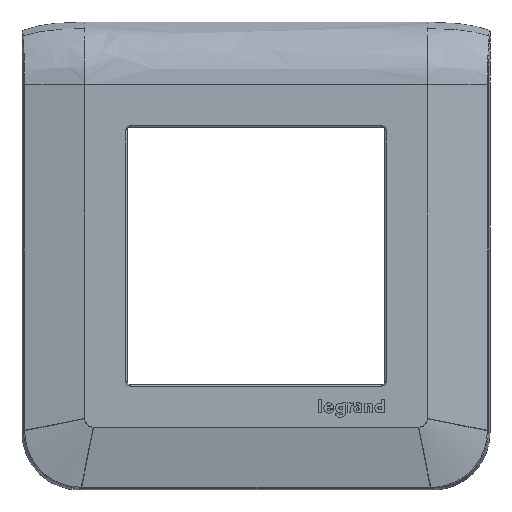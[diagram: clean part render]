
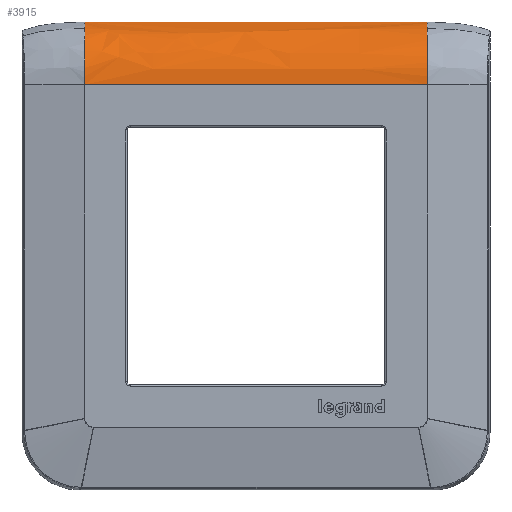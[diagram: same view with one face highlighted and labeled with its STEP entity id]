
A CAD part, top view. The second image highlights one B-rep face of the part: STEP entity #3915.
In plain terms, the highlighted face is a extrusion surface.
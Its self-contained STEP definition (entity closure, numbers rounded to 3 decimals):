
#2296=CARTESIAN_POINT('Line Origine',(0.,30.,8.5)) ;
#2300=CARTESIAN_POINT('Vertex',(-29.983,30.,8.5)) ;
#2302=CARTESIAN_POINT('Vertex',(29.983,30.,8.5)) ;
#3839=CARTESIAN_POINT('Control Point',(0.,30.,8.5)) ;
#3840=CARTESIAN_POINT('Control Point',(0.,32.78,8.5)) ;
#3841=CARTESIAN_POINT('Control Point',(0.,35.561,8.5)) ;
#3842=CARTESIAN_POINT('Control Point',(0.,38.467,5.519)) ;
#3843=CARTESIAN_POINT('Control Point',(0.,40.28,2.686)) ;
#3844=CARTESIAN_POINT('Control Point',(0.,41.,0.)) ;
#3849=CARTESIAN_POINT('Control Point',(30.,39.833,2.755)) ;
#3850=CARTESIAN_POINT('Control Point',(30.,40.346,1.867)) ;
#3851=CARTESIAN_POINT('Control Point',(30.,40.749,0.935)) ;
#3852=CARTESIAN_POINT('Control Point',(30.,41.,0.)) ;
#3853=CARTESIAN_POINT('Vertex',(30.,39.833,2.755)) ;
#3855=CARTESIAN_POINT('Vertex',(30.,41.,0.)) ;
#3858=CARTESIAN_POINT('Line Origine',(0.,41.,0.)) ;
#3862=CARTESIAN_POINT('Vertex',(-30.,41.,0.)) ;
#3866=CARTESIAN_POINT('Control Point',(-30.,39.833,2.755)) ;
#3867=CARTESIAN_POINT('Control Point',(-30.,40.346,1.867)) ;
#3868=CARTESIAN_POINT('Control Point',(-30.,40.749,0.935)) ;
#3869=CARTESIAN_POINT('Control Point',(-30.,41.,0.)) ;
#3870=CARTESIAN_POINT('Vertex',(-30.,39.833,2.755)) ;
#3874=CARTESIAN_POINT('Control Point',(-30.,39.833,2.755)) ;
#3875=CARTESIAN_POINT('Control Point',(-29.999,39.449,3.421)) ;
#3876=CARTESIAN_POINT('Control Point',(-29.998,39.006,4.078)) ;
#3877=CARTESIAN_POINT('Control Point',(-29.998,38.501,4.722)) ;
#3878=CARTESIAN_POINT('Control Point',(-29.996,37.679,5.628)) ;
#3879=CARTESIAN_POINT('Control Point',(-29.993,36.757,6.419)) ;
#3880=CARTESIAN_POINT('Control Point',(-29.992,36.422,6.68)) ;
#3881=CARTESIAN_POINT('Control Point',(-29.989,35.564,7.281)) ;
#3882=CARTESIAN_POINT('Control Point',(-29.987,34.644,7.755)) ;
#3883=CARTESIAN_POINT('Control Point',(-29.985,34.077,7.985)) ;
#3884=CARTESIAN_POINT('Control Point',(-29.984,32.929,8.329)) ;
#3885=CARTESIAN_POINT('Control Point',(-29.983,31.755,8.472)) ;
#3886=CARTESIAN_POINT('Control Point',(-29.983,31.169,8.5)) ;
#3887=CARTESIAN_POINT('Control Point',(-29.983,30.584,8.5)) ;
#3888=CARTESIAN_POINT('Control Point',(-29.983,30.,8.5)) ;
#3891=CARTESIAN_POINT('Control Point',(30.,39.833,2.755)) ;
#3892=CARTESIAN_POINT('Control Point',(29.999,39.449,3.421)) ;
#3893=CARTESIAN_POINT('Control Point',(29.998,39.006,4.078)) ;
#3894=CARTESIAN_POINT('Control Point',(29.998,38.501,4.722)) ;
#3895=CARTESIAN_POINT('Control Point',(29.996,37.679,5.628)) ;
#3896=CARTESIAN_POINT('Control Point',(29.993,36.757,6.419)) ;
#3897=CARTESIAN_POINT('Control Point',(29.992,36.422,6.68)) ;
#3898=CARTESIAN_POINT('Control Point',(29.989,35.564,7.281)) ;
#3899=CARTESIAN_POINT('Control Point',(29.987,34.644,7.755)) ;
#3900=CARTESIAN_POINT('Control Point',(29.985,34.077,7.985)) ;
#3901=CARTESIAN_POINT('Control Point',(29.984,32.929,8.329)) ;
#3902=CARTESIAN_POINT('Control Point',(29.983,31.755,8.472)) ;
#3903=CARTESIAN_POINT('Control Point',(29.983,31.169,8.5)) ;
#3904=CARTESIAN_POINT('Control Point',(29.983,30.584,8.5)) ;
#3905=CARTESIAN_POINT('Control Point',(29.983,30.,8.5)) ;
#2297=DIRECTION('Vector Direction',(1.,0.,0.)) ;
#3845=DIRECTION('Vector Direction',(1.,0.,0.)) ;
#3859=DIRECTION('Vector Direction',(1.,0.,0.)) ;
#2298=VECTOR('Line Direction',#2297,1.) ;
#3846=VECTOR('Extrusion Surface Vector',#3845,1.) ;
#3860=VECTOR('Line Direction',#3859,1.) ;
#3908=ORIENTED_EDGE('',*,*,#3857,.T.) ;
#3909=ORIENTED_EDGE('',*,*,#3864,.F.) ;
#3910=ORIENTED_EDGE('',*,*,#3872,.F.) ;
#3911=ORIENTED_EDGE('',*,*,#3889,.T.) ;
#3912=ORIENTED_EDGE('',*,*,#2304,.T.) ;
#3913=ORIENTED_EDGE('',*,*,#3906,.T.) ;
#3915=ADVANCED_FACE('ABS',(#3914),#3847,.F.) ;
#3838=B_SPLINE_CURVE_WITH_KNOTS('',5,(#3839,#3840,#3841,#3842,#3843,#3844),.UNSPECIFIED.,.F.,.U.,(6,6),(0.,13.901),.UNSPECIFIED.) ;
#3848=B_SPLINE_CURVE_WITH_KNOTS('',3,(#3849,#3850,#3851,#3852),.UNSPECIFIED.,.F.,.U.,(4,4),(16.395,20.504),.UNSPECIFIED.) ;
#3865=B_SPLINE_CURVE_WITH_KNOTS('',3,(#3866,#3867,#3868,#3869),.UNSPECIFIED.,.F.,.U.,(4,4),(16.395,20.504),.UNSPECIFIED.) ;
#3873=B_SPLINE_CURVE_WITH_KNOTS('',5,(#3874,#3875,#3876,#3877,#3878,#3879,#3880,#3881,#3882,#3883,#3884,#3885,#3886,#3887,#3888),.UNSPECIFIED.,.F.,.U.,(6,3,3,3,6),(0.,5.041,7.775,11.8,15.777),.UNSPECIFIED.) ;
#3890=B_SPLINE_CURVE_WITH_KNOTS('',5,(#3891,#3892,#3893,#3894,#3895,#3896,#3897,#3898,#3899,#3900,#3901,#3902,#3903,#3904,#3905),.UNSPECIFIED.,.F.,.U.,(6,3,3,3,6),(0.,5.041,7.775,11.8,15.777),.UNSPECIFIED.) ;
#2304=EDGE_CURVE('',#2301,#2303,#2299,.T.) ;
#3857=EDGE_CURVE('',#3854,#3856,#3848,.T.) ;
#3864=EDGE_CURVE('',#3863,#3856,#3861,.T.) ;
#3872=EDGE_CURVE('',#3871,#3863,#3865,.T.) ;
#3889=EDGE_CURVE('',#3871,#2301,#3873,.T.) ;
#3906=EDGE_CURVE('',#2303,#3854,#3890,.F.) ;
#3907=EDGE_LOOP('',(#3908,#3909,#3910,#3911,#3912,#3913)) ;
#3914=FACE_OUTER_BOUND('',#3907,.T.) ;
#2299=LINE('Line',#2296,#2298) ;
#3861=LINE('Line',#3858,#3860) ;
#3847=SURFACE_OF_LINEAR_EXTRUSION('generated tabulated cylinder',#3838,#3846) ;
#2301=VERTEX_POINT('',#2300) ;
#2303=VERTEX_POINT('',#2302) ;
#3854=VERTEX_POINT('',#3853) ;
#3856=VERTEX_POINT('',#3855) ;
#3863=VERTEX_POINT('',#3862) ;
#3871=VERTEX_POINT('',#3870) ;
